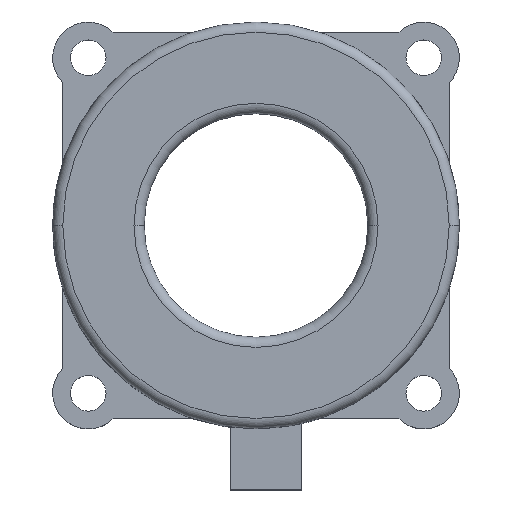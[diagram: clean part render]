
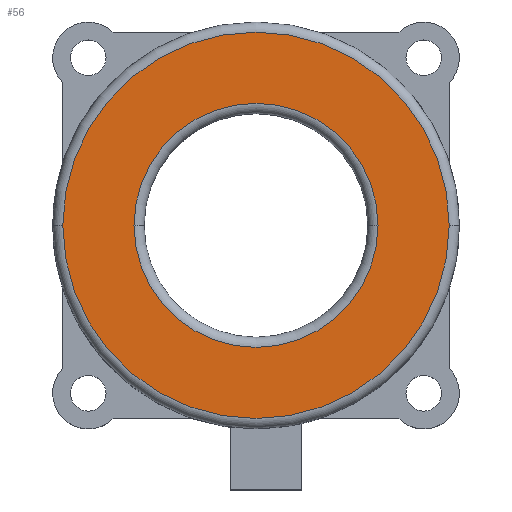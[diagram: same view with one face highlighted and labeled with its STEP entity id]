
A CAD part, top view. The second image highlights one B-rep face of the part: STEP entity #56.
In plain terms, the highlighted planar face has unit normal (0, 0, 1).
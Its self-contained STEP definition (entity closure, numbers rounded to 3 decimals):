
#56 = ADVANCED_FACE ( 'NONE', ( #802, #1410 ), #605, .T. ) ;
#169 = AXIS2_PLACEMENT_3D ( 'NONE', #1989, #2264, #2761 ) ;
#213 = DIRECTION ( 'NONE',  ( 0., 0., 1. ) ) ;
#360 = DIRECTION ( 'NONE',  ( 0., 0., 1. ) ) ;
#363 = EDGE_LOOP ( 'NONE', ( #3158, #3266 ) ) ;
#435 = DIRECTION ( 'NONE',  ( 0., 0., 1. ) ) ;
#442 = CARTESIAN_POINT ( 'NONE',  ( 19., 0., 17. ) ) ;
#456 = EDGE_CURVE ( 'NONE', #3328, #1946, #1853, .T. ) ;
#498 = DIRECTION ( 'NONE',  ( 1., 0., 0. ) ) ;
#522 = CARTESIAN_POINT ( 'NONE',  ( -19., 0., 17. ) ) ;
#569 = AXIS2_PLACEMENT_3D ( 'NONE', #2001, #435, #2523 ) ;
#585 = EDGE_CURVE ( 'NONE', #3212, #1616, #675, .T. ) ;
#605 = PLANE ( 'NONE',  #2104 ) ;
#625 = CARTESIAN_POINT ( 'NONE',  ( 20., 0., 17. ) ) ;
#675 = CIRCLE ( 'NONE', #2891, 19. ) ;
#705 = CARTESIAN_POINT ( 'NONE',  ( 12., 0., 17. ) ) ;
#802 = FACE_OUTER_BOUND ( 'NONE', #363, .T. ) ;
#901 = CIRCLE ( 'NONE', #1899, 12. ) ;
#1258 = EDGE_LOOP ( 'NONE', ( #3126, #2227 ) ) ;
#1410 = FACE_BOUND ( 'NONE', #1258, .T. ) ;
#1451 = EDGE_CURVE ( 'NONE', #1616, #3212, #1796, .T. ) ;
#1457 = EDGE_CURVE ( 'NONE', #1946, #3328, #901, .T. ) ;
#1514 = DIRECTION ( 'NONE',  ( 0., 0., -1. ) ) ;
#1523 = CARTESIAN_POINT ( 'NONE',  ( 0., 0., 17. ) ) ;
#1616 = VERTEX_POINT ( 'NONE', #522 ) ;
#1796 = CIRCLE ( 'NONE', #569, 19. ) ;
#1853 = CIRCLE ( 'NONE', #169, 12. ) ;
#1899 = AXIS2_PLACEMENT_3D ( 'NONE', #1523, #1514, #498 ) ;
#1946 = VERTEX_POINT ( 'NONE', #705 ) ;
#1989 = CARTESIAN_POINT ( 'NONE',  ( 0., 0., 17. ) ) ;
#2001 = CARTESIAN_POINT ( 'NONE',  ( 0., 0., 17. ) ) ;
#2104 = AXIS2_PLACEMENT_3D ( 'NONE', #625, #360, #2451 ) ;
#2227 = ORIENTED_EDGE ( 'NONE', *, *, #456, .T. ) ;
#2264 = DIRECTION ( 'NONE',  ( 0., 0., -1. ) ) ;
#2299 = CARTESIAN_POINT ( 'NONE',  ( -12., 0., 17. ) ) ;
#2451 = DIRECTION ( 'NONE',  ( 1., 0., 0. ) ) ;
#2521 = DIRECTION ( 'NONE',  ( 1., 0., 0. ) ) ;
#2523 = DIRECTION ( 'NONE',  ( 1., 0., 0. ) ) ;
#2761 = DIRECTION ( 'NONE',  ( 1., 0., 0. ) ) ;
#2891 = AXIS2_PLACEMENT_3D ( 'NONE', #3318, #213, #2521 ) ;
#3126 = ORIENTED_EDGE ( 'NONE', *, *, #1457, .T. ) ;
#3158 = ORIENTED_EDGE ( 'NONE', *, *, #585, .T. ) ;
#3212 = VERTEX_POINT ( 'NONE', #442 ) ;
#3266 = ORIENTED_EDGE ( 'NONE', *, *, #1451, .T. ) ;
#3318 = CARTESIAN_POINT ( 'NONE',  ( 0., 0., 17. ) ) ;
#3328 = VERTEX_POINT ( 'NONE', #2299 ) ;
